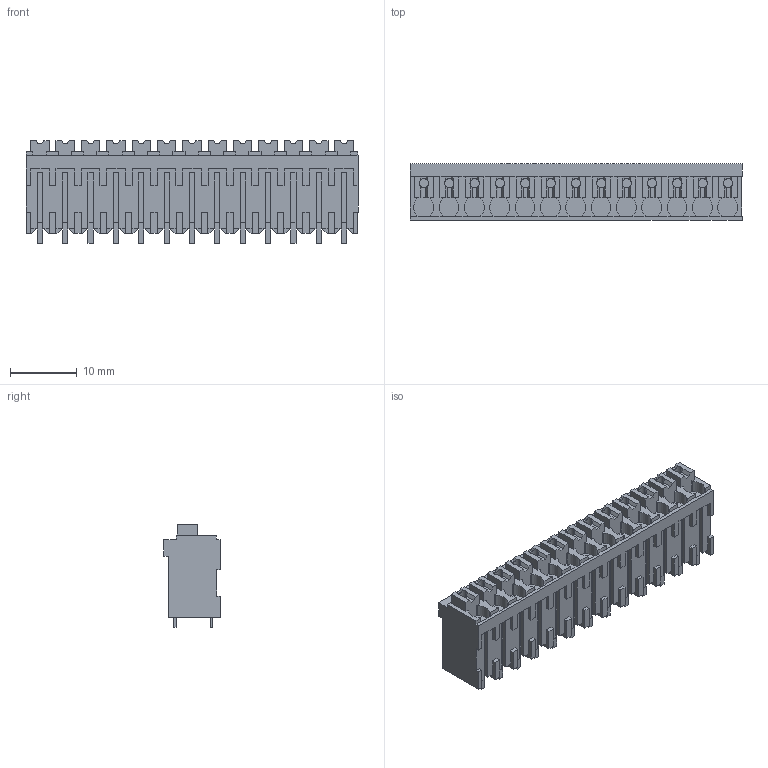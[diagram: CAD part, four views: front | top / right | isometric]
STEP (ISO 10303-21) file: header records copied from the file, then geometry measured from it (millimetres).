
FILE_DESCRIPTION(('CATIA V5 STEP Exchange','CAx-IF Rec.Pracs.--- Model Styling and Organization---1.2---2011-12-15'),'2;1');
FILE_NAME ('D1457856_0_1870020000_1870020000.stp','2018-03-20T06:51:39+00:00',('none'),('Weidmueller'),'CATIA Version 5-6 Release 2014','CATIA V5 STEP AP214','none');
FILE_SCHEMA(('AUTOMOTIVE_DESIGN { 1 0 10303 214 1 1 1 1 }'));
Length unit declared in the file: millimetre
Products named in the file (1): 1870020000
Bounding box: 49.92 x 8.5 x 15.45 mm (x, y, z)
Volume: 4016.7 mm3; surface area: 4272.5 mm2
Topology: 40 solids, 40 shells, 965 faces, 2723 edges, 1838 vertices
Faces by surface type: plane 913, cylinder 52
Entity records: 29791 total; most frequent: CARTESIAN_POINT 5668, ORIENTED_EDGE 5446, DIRECTION 3888, EDGE_CURVE 2723, VECTOR 2515, LINE 2515, VERTEX_POINT 1838, ADVANCED_FACE 965
